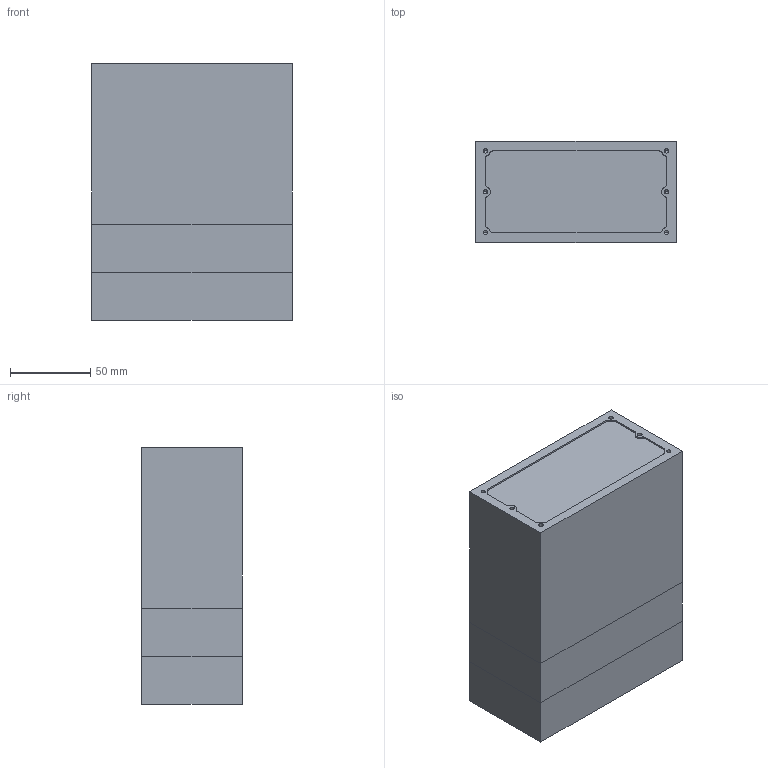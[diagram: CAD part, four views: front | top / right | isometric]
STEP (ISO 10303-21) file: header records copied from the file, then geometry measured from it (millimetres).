
FILE_DESCRIPTION (( 'STEP AP214' ), '1' );
FILE_NAME ('Assemblage1.STEP', '2019-10-10T20:39:55', ( '' ), ( '' ), 'SwSTEP 2.0', 'SolidWorks 2017', '' );
FILE_SCHEMA (( 'AUTOMOTIVE_DESIGN' ));
Length unit declared in the file: millimetre
Products named in the file (4): PSU; KEEPOUT CABLE; Assemblage1; SFX-L KEEPOUT
Assembly tree (3 placements, depth 2):
  Assemblage1
    PSU
    SFX-L KEEPOUT
    KEEPOUT CABLE
Bounding box: 125 x 63 x 160 mm (x, y, z)
Volume: 1240499.3 mm3; surface area: 110325.1 mm2
Topology: 3 solids, 3 shells, 507 faces, 1347 edges, 888 vertices
Faces by surface type: plane 379, bspline 83, cylinder 33, cone 12
Entity records: 20569 total; most frequent: CARTESIAN_POINT 7947, ORIENTED_EDGE 2670, DIRECTION 2095, EDGE_CURVE 1335, VECTOR 1103, LINE 1103, VERTEX_POINT 888, EDGE_LOOP 561
